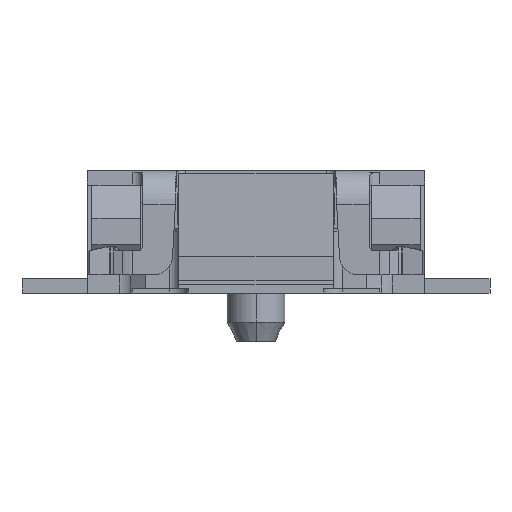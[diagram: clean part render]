
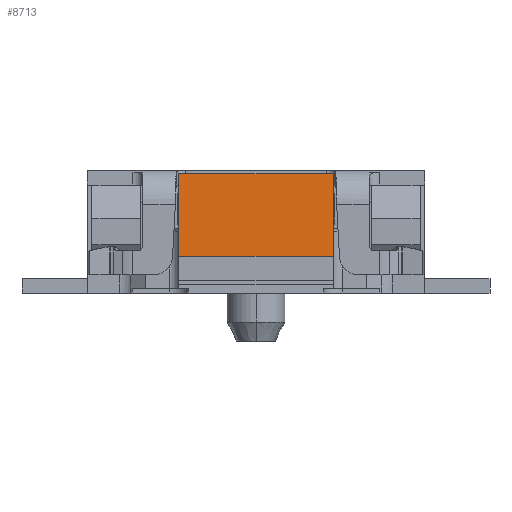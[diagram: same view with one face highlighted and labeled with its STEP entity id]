
A CAD part, front view. The second image highlights one B-rep face of the part: STEP entity #8713.
In plain terms, the highlighted planar face has unit normal (0, -0.998, 0.059).
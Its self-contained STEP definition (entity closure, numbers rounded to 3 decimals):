
#5167 = CARTESIAN_POINT ( 'NONE',  ( -1.901, -2.055, 1.235 ) ) ;
#5168 = LINE ( 'NONE', #5167, #5198 ) ;
#5186 = CARTESIAN_POINT ( 'NONE',  ( -0.8, -2.055, 1.235 ) ) ;
#5197 = DIRECTION ( 'NONE',  ( -1., 0., 0. ) ) ;
#5198 = VECTOR ( 'NONE', #5197, 1000. ) ;
#5537 = CARTESIAN_POINT ( 'NONE',  ( 0.8, -2.055, 1.235 ) ) ;
#8684 = ORIENTED_EDGE ( 'NONE', *, *, #8685, .T. ) ;
#8685 = EDGE_CURVE ( 'NONE', #8780, #10960, #19076, .T. ) ;
#8713 = ADVANCED_FACE ( 'NONE', ( #19156 ), #19182, .T. ) ;
#8779 = EDGE_CURVE ( 'NONE', #8780, #8796, #19225, .T. ) ;
#8780 = VERTEX_POINT ( 'NONE', #19245 ) ;
#8792 = EDGE_LOOP ( 'NONE', ( #8793, #8794, #8797, #8684 ) ) ;
#8793 = ORIENTED_EDGE ( 'NONE', *, *, #10835, .T. ) ;
#8794 = ORIENTED_EDGE ( 'NONE', *, *, #8795, .T. ) ;
#8795 = EDGE_CURVE ( 'NONE', #10871, #8796, #19374, .T. ) ;
#8796 = VERTEX_POINT ( 'NONE', #19391 ) ;
#8797 = ORIENTED_EDGE ( 'NONE', *, *, #8779, .F. ) ;
#10835 = EDGE_CURVE ( 'NONE', #10960, #10871, #5168, .T. ) ;
#10871 = VERTEX_POINT ( 'NONE', #5186 ) ;
#10960 = VERTEX_POINT ( 'NONE', #5537 ) ;
#19019 = CARTESIAN_POINT ( 'NONE',  ( 0.8, -2.105, 0.385 ) ) ;
#19020 = DIRECTION ( 'NONE',  ( 0., 0.059, 0.998 ) ) ;
#19065 = VECTOR ( 'NONE', #19020, 1000. ) ;
#19076 = LINE ( 'NONE', #19019, #19065 ) ;
#19156 = FACE_OUTER_BOUND ( 'NONE', #8792, .T. ) ;
#19182 = PLANE ( 'NONE',  #19191 ) ;
#19188 = DIRECTION ( 'NONE',  ( 0., -0.059, -0.998 ) ) ;
#19189 = DIRECTION ( 'NONE',  ( 0., -0.998, 0.059 ) ) ;
#19190 = CARTESIAN_POINT ( 'NONE',  ( -1.901, -2.105, 0.385 ) ) ;
#19191 = AXIS2_PLACEMENT_3D ( 'NONE', #19190, #19189, #19188 ) ;
#19225 = LINE ( 'NONE', #19248, #19247 ) ;
#19245 = CARTESIAN_POINT ( 'NONE',  ( 0.8, -2.105, 0.385 ) ) ;
#19246 = DIRECTION ( 'NONE',  ( -1., 0., 0. ) ) ;
#19247 = VECTOR ( 'NONE', #19246, 1000. ) ;
#19248 = CARTESIAN_POINT ( 'NONE',  ( -1.901, -2.105, 0.385 ) ) ;
#19374 = LINE ( 'NONE', #19396, #19461 ) ;
#19391 = CARTESIAN_POINT ( 'NONE',  ( -0.8, -2.105, 0.385 ) ) ;
#19396 = CARTESIAN_POINT ( 'NONE',  ( -0.8, -2.055, 1.235 ) ) ;
#19461 = VECTOR ( 'NONE', #19462, 1000. ) ;
#19462 = DIRECTION ( 'NONE',  ( 0., -0.059, -0.998 ) ) ;
